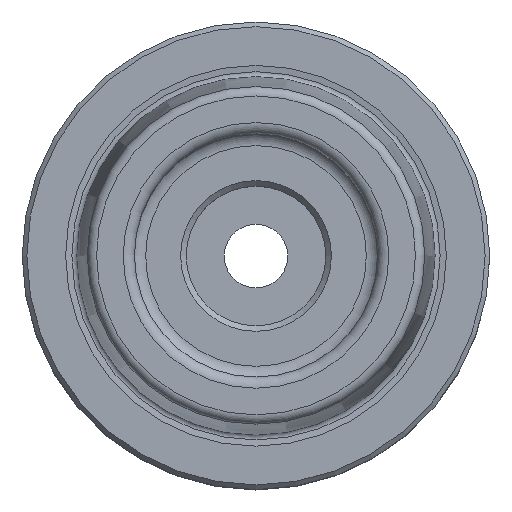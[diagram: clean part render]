
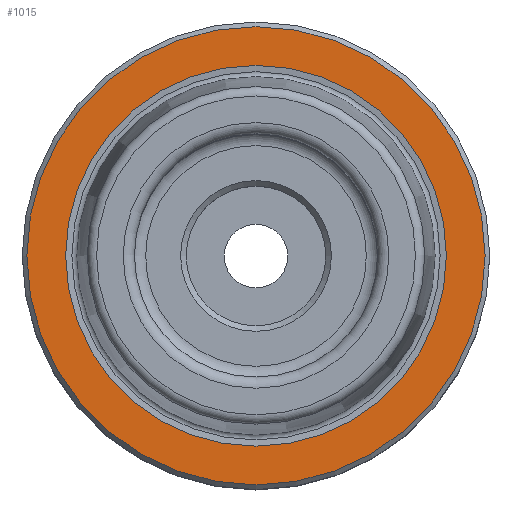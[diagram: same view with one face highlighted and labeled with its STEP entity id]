
A CAD part, top view. The second image highlights one B-rep face of the part: STEP entity #1015.
In plain terms, the highlighted planar face has unit normal (0, 0, 1).
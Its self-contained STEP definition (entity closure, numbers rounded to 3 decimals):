
#115=ORIENTED_EDGE('',*,*,#211,.T.);
#116=ORIENTED_EDGE('',*,*,#210,.F.);
#210=EDGE_CURVE('',#267,#267,#324,.T.);
#211=EDGE_CURVE('',#268,#268,#325,.T.);
#267=VERTEX_POINT('',#1477);
#268=VERTEX_POINT('',#1480);
#324=CIRCLE('',#1104,20.358);
#325=CIRCLE('',#1106,24.5);
#400=EDGE_LOOP('',(#115));
#401=EDGE_LOOP('',(#116));
#514=FACE_BOUND('',#400,.T.);
#515=FACE_BOUND('',#401,.T.);
#587=PLANE('',#1105);
#1015=ADVANCED_FACE('',(#514,#515),#587,.T.);
#1104=AXIS2_PLACEMENT_3D('',#1476,#1270,#1271);
#1105=AXIS2_PLACEMENT_3D('',#1478,#1272,#1273);
#1106=AXIS2_PLACEMENT_3D('',#1479,#1274,#1275);
#1270=DIRECTION('',(0.,0.,1.));
#1271=DIRECTION('',(1.,0.,0.));
#1272=DIRECTION('',(0.,0.,1.));
#1273=DIRECTION('',(1.,0.,0.));
#1274=DIRECTION('',(0.,0.,1.));
#1275=DIRECTION('',(1.,0.,0.));
#1476=CARTESIAN_POINT('',(0.,0.,0.));
#1477=CARTESIAN_POINT('',(20.358,0.,0.));
#1478=CARTESIAN_POINT('',(20.358,0.,0.));
#1479=CARTESIAN_POINT('',(0.,0.,0.));
#1480=CARTESIAN_POINT('',(24.5,0.,0.));
